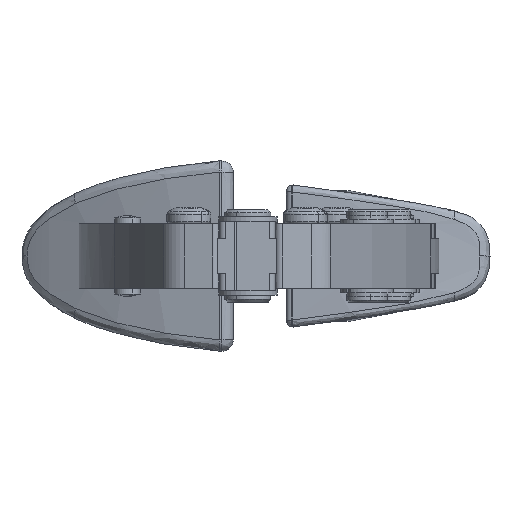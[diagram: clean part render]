
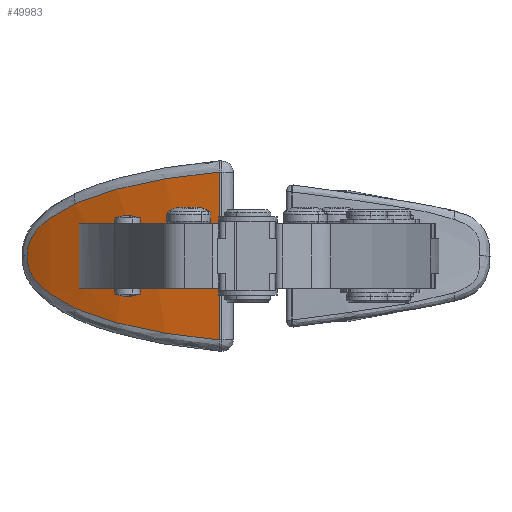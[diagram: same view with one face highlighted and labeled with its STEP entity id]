
A CAD part, left-side view. The second image highlights one B-rep face of the part: STEP entity #49983.
In plain terms, the highlighted cylindrical face has radius 95 mm (diameter 190 mm), a partial arc.
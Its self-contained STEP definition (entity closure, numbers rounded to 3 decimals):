
#49965=AXIS2_PLACEMENT_3D('Cylinder Axis2P3D',#49962,#49963,#49964) ;
#49969=AXIS2_PLACEMENT_3D('Circle Axis2P3D',#49967,#49968,$) ;
#1266=CARTESIAN_POINT('Vertex',(76.282,70.017,10.91)) ;
#1306=CARTESIAN_POINT('Vertex',(76.282,70.017,22.11)) ;
#1309=CARTESIAN_POINT('Line Origine',(76.282,70.017,21.11)) ;
#1345=CARTESIAN_POINT('Vertex',(68.129,46.915,31.049)) ;
#1348=CARTESIAN_POINT('Line Origine',(68.129,46.915,26.58)) ;
#1352=CARTESIAN_POINT('Vertex',(68.129,46.915,22.11)) ;
#9055=CARTESIAN_POINT('Vertex',(77.196,71.779,25.626)) ;
#9059=CARTESIAN_POINT('Control Point',(68.129,46.915,31.049)) ;
#9060=CARTESIAN_POINT('Control Point',(68.545,48.87,30.873)) ;
#9061=CARTESIAN_POINT('Control Point',(69.01,50.798,30.668)) ;
#9062=CARTESIAN_POINT('Control Point',(69.519,52.693,30.434)) ;
#9063=CARTESIAN_POINT('Control Point',(70.366,55.547,30.025)) ;
#9064=CARTESIAN_POINT('Control Point',(71.3,58.304,29.537)) ;
#9065=CARTESIAN_POINT('Control Point',(71.635,59.253,29.357)) ;
#9066=CARTESIAN_POINT('Control Point',(72.514,61.637,28.872)) ;
#9067=CARTESIAN_POINT('Control Point',(73.445,63.926,28.32)) ;
#9068=CARTESIAN_POINT('Control Point',(74.027,65.278,27.959)) ;
#9069=CARTESIAN_POINT('Control Point',(75.028,67.489,27.306)) ;
#9070=CARTESIAN_POINT('Control Point',(76.027,69.526,26.581)) ;
#9071=CARTESIAN_POINT('Control Point',(76.432,70.326,26.272)) ;
#9072=CARTESIAN_POINT('Control Point',(76.827,71.086,25.952)) ;
#9073=CARTESIAN_POINT('Control Point',(77.196,71.779,25.626)) ;
#12522=CARTESIAN_POINT('Vertex',(68.129,46.915,1.97)) ;
#12718=CARTESIAN_POINT('Line Origine',(68.129,46.915,6.44)) ;
#12722=CARTESIAN_POINT('Vertex',(68.129,46.915,10.91)) ;
#13251=CARTESIAN_POINT('Vertex',(77.196,71.779,7.394)) ;
#13255=CARTESIAN_POINT('Control Point',(77.196,71.779,7.394)) ;
#13256=CARTESIAN_POINT('Control Point',(77.878,73.058,7.996)) ;
#13257=CARTESIAN_POINT('Control Point',(78.547,74.256,8.624)) ;
#13258=CARTESIAN_POINT('Control Point',(79.192,75.361,9.281)) ;
#13259=CARTESIAN_POINT('Control Point',(79.989,76.678,10.196)) ;
#13260=CARTESIAN_POINT('Control Point',(80.66,77.749,11.162)) ;
#13261=CARTESIAN_POINT('Control Point',(80.819,78.001,11.407)) ;
#13262=CARTESIAN_POINT('Control Point',(81.462,79.009,12.468)) ;
#13263=CARTESIAN_POINT('Control Point',(81.922,79.703,13.585)) ;
#13264=CARTESIAN_POINT('Control Point',(82.151,80.042,14.461)) ;
#13265=CARTESIAN_POINT('Control Point',(82.274,80.224,15.435)) ;
#13266=CARTESIAN_POINT('Control Point',(82.272,80.221,16.51)) ;
#13267=CARTESIAN_POINT('Vertex',(82.272,80.221,16.51)) ;
#38603=CARTESIAN_POINT('Control Point',(68.129,46.915,1.97)) ;
#38604=CARTESIAN_POINT('Control Point',(68.545,48.87,2.146)) ;
#38605=CARTESIAN_POINT('Control Point',(69.01,50.798,2.351)) ;
#38606=CARTESIAN_POINT('Control Point',(69.519,52.693,2.585)) ;
#38607=CARTESIAN_POINT('Control Point',(70.366,55.547,2.994)) ;
#38608=CARTESIAN_POINT('Control Point',(71.3,58.304,3.482)) ;
#38609=CARTESIAN_POINT('Control Point',(71.635,59.253,3.663)) ;
#38610=CARTESIAN_POINT('Control Point',(72.514,61.637,4.147)) ;
#38611=CARTESIAN_POINT('Control Point',(73.445,63.926,4.699)) ;
#38612=CARTESIAN_POINT('Control Point',(74.027,65.278,5.06)) ;
#38613=CARTESIAN_POINT('Control Point',(75.028,67.489,5.714)) ;
#38614=CARTESIAN_POINT('Control Point',(76.027,69.526,6.439)) ;
#38615=CARTESIAN_POINT('Control Point',(76.432,70.326,6.747)) ;
#38616=CARTESIAN_POINT('Control Point',(76.827,71.086,7.068)) ;
#38617=CARTESIAN_POINT('Control Point',(77.196,71.779,7.394)) ;
#40879=CARTESIAN_POINT('Control Point',(77.196,71.779,25.626)) ;
#40880=CARTESIAN_POINT('Control Point',(77.799,72.909,25.094)) ;
#40881=CARTESIAN_POINT('Control Point',(78.391,73.976,24.541)) ;
#40882=CARTESIAN_POINT('Control Point',(78.966,74.972,23.967)) ;
#40883=CARTESIAN_POINT('Control Point',(79.79,76.354,23.057)) ;
#40884=CARTESIAN_POINT('Control Point',(80.502,77.499,22.096)) ;
#40885=CARTESIAN_POINT('Control Point',(80.73,77.862,21.759)) ;
#40886=CARTESIAN_POINT('Control Point',(81.437,78.972,20.615)) ;
#40887=CARTESIAN_POINT('Control Point',(81.93,79.714,19.405)) ;
#40888=CARTESIAN_POINT('Control Point',(82.154,80.046,18.535)) ;
#40889=CARTESIAN_POINT('Control Point',(82.274,80.224,17.573)) ;
#40890=CARTESIAN_POINT('Control Point',(82.272,80.221,16.51)) ;
#43746=CARTESIAN_POINT('Control Point',(68.129,46.915,10.91)) ;
#43747=CARTESIAN_POINT('Control Point',(69.153,51.721,10.91)) ;
#43748=CARTESIAN_POINT('Control Point',(70.488,56.46,10.91)) ;
#43749=CARTESIAN_POINT('Control Point',(72.127,61.106,10.91)) ;
#43750=CARTESIAN_POINT('Control Point',(74.063,65.634,10.91)) ;
#43751=CARTESIAN_POINT('Control Point',(76.282,70.017,10.91)) ;
#49962=CARTESIAN_POINT('Axis2P3D Location',(161.043,27.115,16.51)) ;
#49967=CARTESIAN_POINT('Axis2P3D Location',(161.043,27.115,22.11)) ;
#1310=DIRECTION('Vector Direction',(0.,0.,-1.)) ;
#1349=DIRECTION('Vector Direction',(0.,0.,1.)) ;
#12719=DIRECTION('Vector Direction',(0.,0.,1.)) ;
#49963=DIRECTION('Axis2P3D Direction',(0.,0.,1.)) ;
#49964=DIRECTION('Axis2P3D XDirection',(-0.769,0.64,0.)) ;
#49968=DIRECTION('Axis2P3D Direction',(0.,0.,1.)) ;
#1311=VECTOR('Line Direction',#1310,1.) ;
#1350=VECTOR('Line Direction',#1349,1.) ;
#12720=VECTOR('Line Direction',#12719,1.) ;
#49973=ORIENTED_EDGE('',*,*,#1354,.T.) ;
#49974=ORIENTED_EDGE('',*,*,#9074,.F.) ;
#49975=ORIENTED_EDGE('',*,*,#40891,.F.) ;
#49976=ORIENTED_EDGE('',*,*,#13269,.F.) ;
#49977=ORIENTED_EDGE('',*,*,#38618,.F.) ;
#49978=ORIENTED_EDGE('',*,*,#12724,.T.) ;
#49979=ORIENTED_EDGE('',*,*,#43752,.T.) ;
#49980=ORIENTED_EDGE('',*,*,#1313,.F.) ;
#49981=ORIENTED_EDGE('',*,*,#49971,.F.) ;
#49983=ADVANCED_FACE('Hauptk\X2\00F6\X0\rper',(#49982),#49966,.T.) ;
#9058=B_SPLINE_CURVE_WITH_KNOTS('',5,(#9059,#9060,#9061,#9062,#9063,#9064,#9065,#9066,#9067,#9068,#9069,#9070,#9071,#9072,#9073),.UNSPECIFIED.,.F.,.U.,(6,3,3,3,6),(93.928,103.23,108.205,115.926,121.296),.UNSPECIFIED.) ;
#13254=B_SPLINE_CURVE_WITH_KNOTS('',5,(#13255,#13256,#13257,#13258,#13259,#13260,#13261,#13262,#13263,#13264,#13265,#13266),.UNSPECIFIED.,.F.,.U.,(6,3,3,6),(105.64,112.154,114.317,121.463),.UNSPECIFIED.) ;
#38602=B_SPLINE_CURVE_WITH_KNOTS('',5,(#38603,#38604,#38605,#38606,#38607,#38608,#38609,#38610,#38611,#38612,#38613,#38614,#38615,#38616,#38617),.UNSPECIFIED.,.F.,.U.,(6,3,3,3,6),(93.928,103.23,108.205,115.926,121.296),.UNSPECIFIED.) ;
#40878=B_SPLINE_CURVE_WITH_KNOTS('',5,(#40879,#40880,#40881,#40882,#40883,#40884,#40885,#40886,#40887,#40888,#40889,#40890),.UNSPECIFIED.,.F.,.U.,(6,3,3,6),(105.635,111.388,114.386,121.454),.UNSPECIFIED.) ;
#43745=B_SPLINE_CURVE_WITH_KNOTS('',5,(#43746,#43747,#43748,#43749,#43750,#43751),.UNSPECIFIED.,.F.,.U.,(6,6),(0.,34.767),.UNSPECIFIED.) ;
#49970=CIRCLE('generated circle',#49969,95.) ;
#49966=CYLINDRICAL_SURFACE('generated cylinder',#49965,95.) ;
#1313=EDGE_CURVE('',#1307,#1267,#1312,.T.) ;
#1354=EDGE_CURVE('',#1353,#1346,#1351,.T.) ;
#9074=EDGE_CURVE('',#9056,#1346,#9058,.F.) ;
#12724=EDGE_CURVE('',#12523,#12723,#12721,.T.) ;
#13269=EDGE_CURVE('',#13252,#13268,#13254,.T.) ;
#38618=EDGE_CURVE('',#12523,#13252,#38602,.T.) ;
#40891=EDGE_CURVE('',#13268,#9056,#40878,.F.) ;
#43752=EDGE_CURVE('',#12723,#1267,#43745,.T.) ;
#49971=EDGE_CURVE('',#1353,#1307,#49970,.F.) ;
#49972=EDGE_LOOP('',(#49973,#49974,#49975,#49976,#49977,#49978,#49979,#49980,#49981)) ;
#49982=FACE_OUTER_BOUND('',#49972,.T.) ;
#1312=LINE('Line',#1309,#1311) ;
#1351=LINE('Line',#1348,#1350) ;
#12721=LINE('Line',#12718,#12720) ;
#1267=VERTEX_POINT('',#1266) ;
#1307=VERTEX_POINT('',#1306) ;
#1346=VERTEX_POINT('',#1345) ;
#1353=VERTEX_POINT('',#1352) ;
#9056=VERTEX_POINT('',#9055) ;
#12523=VERTEX_POINT('',#12522) ;
#12723=VERTEX_POINT('',#12722) ;
#13252=VERTEX_POINT('',#13251) ;
#13268=VERTEX_POINT('',#13267) ;
